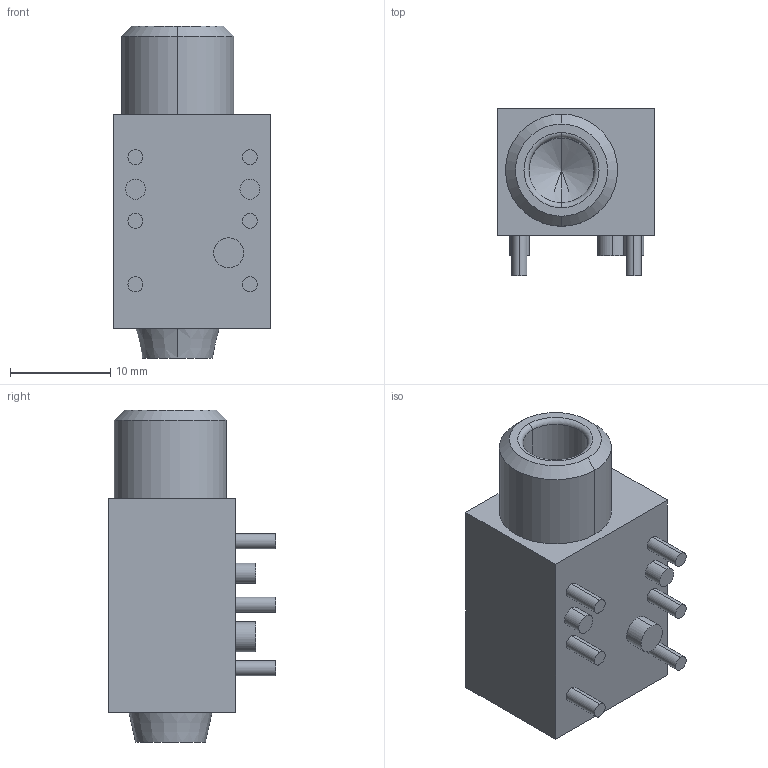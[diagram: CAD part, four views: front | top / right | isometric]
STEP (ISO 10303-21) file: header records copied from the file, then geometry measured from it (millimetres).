
FILE_DESCRIPTION((''),'2;1');
FILE_NAME('D-NRJ6HF-1','2014-05-13T',('odo'),(''),'PRO/ENGINEER BY PARAMETRIC TECHNOLOGY CORPORATION, 2011310','PRO/ENGINEER BY PARAMETRIC TECHNOLOGY CORPORATION, 2011310','');
FILE_SCHEMA(('AUTOMOTIVE_DESIGN_CC2 { 1 2 10303 214 -1 1 5 2 }'));
Length unit declared in the file: millimetre
Products named in the file (1): D-NRJ6HF-1
Bounding box: 15.75 x 16.7 x 33.15 mm (x, y, z)
Volume: 4317.1 mm3; surface area: 2736.1 mm2
Topology: 1 solids, 1 shells, 47 faces, 102 edges, 67 vertices
Faces by surface type: cylinder 22, plane 17, cone 6, torus 2
Entity records: 1523 total; most frequent: DIRECTION 252, CARTESIAN_POINT 214, COLOUR_RGB 209, ORIENTED_EDGE 200, AXIS2_PLACEMENT_3D 105, EDGE_CURVE 100, VERTEX_POINT 67, EDGE_LOOP 59
